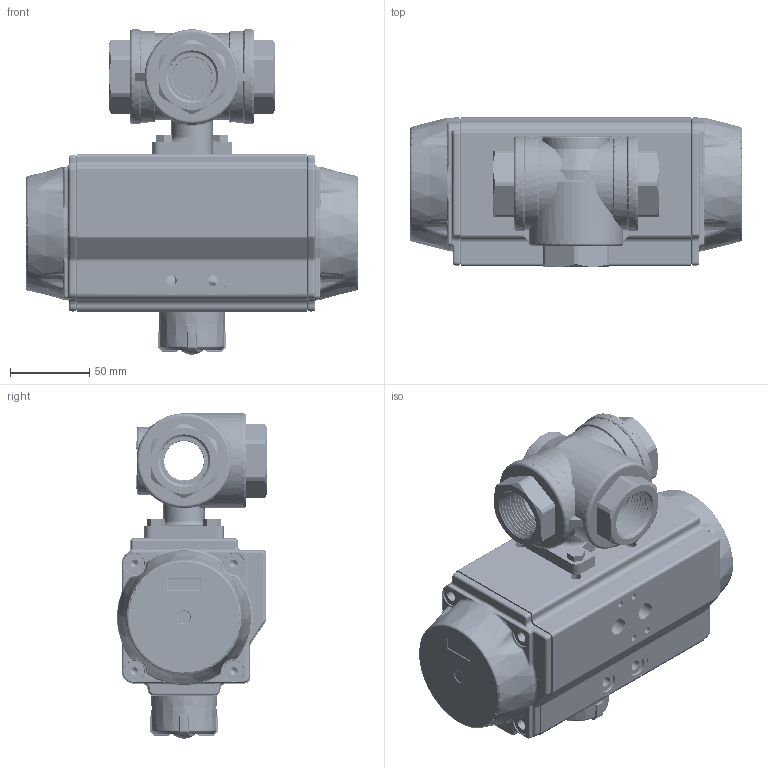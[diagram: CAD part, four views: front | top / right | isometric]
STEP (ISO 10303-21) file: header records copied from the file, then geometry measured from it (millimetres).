
FILE_DESCRIPTION(/* description */ ('Unknown'),/* implementation_level */ '2;1');
FILE_NAME(/* name */ 'PE03 0837_0838-06',/* time_stamp */ '2025-03-25T10:18:03+01:00',/* author */ ('Unknown'),/* organization */ ('Unknown'),/* preprocessor_version */ 'ST-DEVELOPER v19.4',/* originating_system */ 'Solid Edge',/* authorisation */ 'Unknown');
FILE_SCHEMA (('AUTOMOTIVE_DESIGN {1 0 10303 214 3 1 1}'));
Products named in the file (16): PE03 0837_0838-06; 2.330_335.025; 351-06-002; 351-06-005; 351-06-001; PD04_PE03; vt75-2016-06-25; VTE75埴詰; vt75-2016-06-25  酘傷裔; huosai75; Welle; Optische Anzeige; ______; ________(___________; cup head nib bolts with large head gb_GB_FASTENER_BOLT_CHNBW M6X25-N; DIN558_M_6x16.1.3
Assembly tree (23 placements, depth 4):
  PE03 0837_0838-06
    2.330_335.025
      351-06-002  x3
      351-06-005
      351-06-001
    PD04_PE03
      vt75-2016-06-25
      VTE75埴詰
      vt75-2016-06-25  酘傷裔
      huosai75  x2
      Welle
      Optische Anzeige
        ______
        ________(___________  x4
        cup head nib bolts with large head gb_GB_FASTENER_BOLT_CHNBW M6X25-N
    DIN558_M_6x16.1.3  x3
Bounding box: 210 x 94.89 x 205.81 mm (x, y, z)
Volume: 1047374.9 mm3; surface area: 343318.8 mm2
Topology: 20 solids, 20 shells, 3706 faces, 9543 edges, 5993 vertices
Faces by surface type: plane 1419, cylinder 903, bspline 705, torus 425, cone 212, sphere 42
Full cylindrical faces by diameter (mm): 3 x16, 3.3 x8, 4 x13, 4.134 x8, 4.66 x1, 4.917 x13, 5.5 x1, 6 x4, 6.2 x1, 6.647 x6, 7 x3, 11.445 x2, 12 x4, 13 x10, 15 x4, 16.2 x1, 16.4 x1, 17 x1, 18 x3, 18.7 x1, 19 x1, 20 x7, 21 x12, 23 x2, 25 x3, 26 x1, 28.2 x1, 28.4 x1, 30.291 x24, 31.5 x1
Entity records: 120420 total; most frequent: CARTESIAN_POINT 56437, ORIENTED_EDGE 14098, DIRECTION 11506, EDGE_CURVE 7049, VERTEX_POINT 4666, AXIS2_PLACEMENT_3D 4222, FACE_BOUND 3333, EDGE_LOOP 3316
